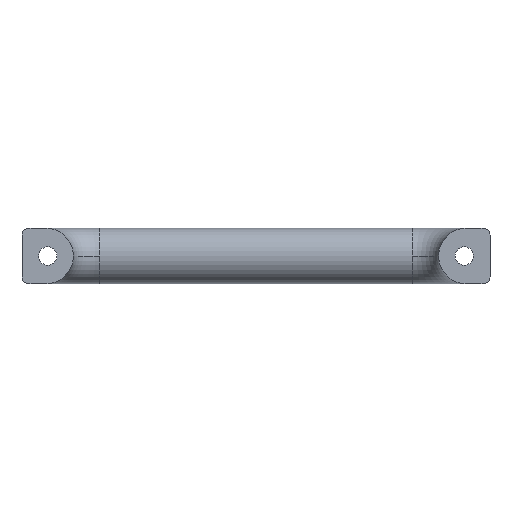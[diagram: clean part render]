
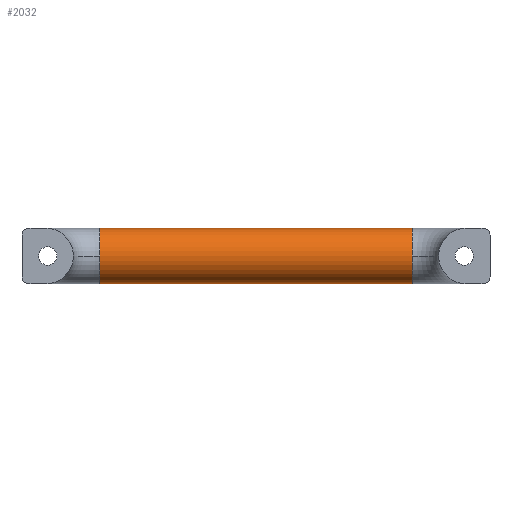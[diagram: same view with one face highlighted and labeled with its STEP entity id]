
A CAD part, front view. The second image highlights one B-rep face of the part: STEP entity #2032.
In plain terms, the highlighted cylindrical face has radius 8 mm (diameter 16 mm), a partial arc.
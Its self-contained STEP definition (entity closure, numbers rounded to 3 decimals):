
#2 = CARTESIAN_POINT ( 'NONE',  ( 15., 41.6, -8. ) ) ;
#39 = DIRECTION ( 'NONE',  ( 1., 0., 0. ) ) ;
#67 = ORIENTED_EDGE ( 'NONE', *, *, #1501, .F. ) ;
#70 = DIRECTION ( 'NONE',  ( 0., 0., 1. ) ) ;
#290 = CIRCLE ( 'NONE', #453, 8. ) ;
#380 = AXIS2_PLACEMENT_3D ( 'NONE', #1472, #397, #1651 ) ;
#397 = DIRECTION ( 'NONE',  ( 1., 0., 0. ) ) ;
#453 = AXIS2_PLACEMENT_3D ( 'NONE', #513, #1759, #685 ) ;
#462 = CARTESIAN_POINT ( 'NONE',  ( 105., 41.6, 8. ) ) ;
#513 = CARTESIAN_POINT ( 'NONE',  ( 105., 41.6, 0. ) ) ;
#532 = VERTEX_POINT ( 'NONE', #2162 ) ;
#534 = AXIS2_PLACEMENT_3D ( 'NONE', #2008, #937, #2166 ) ;
#535 = ORIENTED_EDGE ( 'NONE', *, *, #552, .T. ) ;
#552 = EDGE_CURVE ( 'NONE', #829, #2232, #2014, .T. ) ;
#555 = EDGE_CURVE ( 'NONE', #2232, #1849, #2115, .T. ) ;
#563 = EDGE_CURVE ( 'NONE', #1638, #1849, #290, .T. ) ;
#567 = EDGE_CURVE ( 'NONE', #532, #1034, #1502, .T. ) ;
#642 = EDGE_CURVE ( 'NONE', #532, #829, #1157, .T. ) ;
#685 = DIRECTION ( 'NONE',  ( 0., 0., 1. ) ) ;
#704 = DIRECTION ( 'NONE',  ( 0., 0., -1. ) ) ;
#756 = CARTESIAN_POINT ( 'NONE',  ( 15., 41.6, -8. ) ) ;
#829 = VERTEX_POINT ( 'NONE', #853 ) ;
#853 = CARTESIAN_POINT ( 'NONE',  ( 15., 33.6, 0. ) ) ;
#861 = DIRECTION ( 'NONE',  ( 1., 0., 0. ) ) ;
#937 = DIRECTION ( 'NONE',  ( 1., 0., 0. ) ) ;
#1015 = ORIENTED_EDGE ( 'NONE', *, *, #642, .T. ) ;
#1034 = VERTEX_POINT ( 'NONE', #462 ) ;
#1087 = CARTESIAN_POINT ( 'NONE',  ( 105., 33.6, 0. ) ) ;
#1093 = CYLINDRICAL_SURFACE ( 'NONE', #1908, 8. ) ;
#1143 = ORIENTED_EDGE ( 'NONE', *, *, #563, .F. ) ;
#1152 = DIRECTION ( 'NONE',  ( 1., 0., 0. ) ) ;
#1157 = CIRCLE ( 'NONE', #380, 8. ) ;
#1267 = VECTOR ( 'NONE', #861, 1000. ) ;
#1301 = VECTOR ( 'NONE', #39, 1000. ) ;
#1472 = CARTESIAN_POINT ( 'NONE',  ( 15., 41.6, 0. ) ) ;
#1481 = ORIENTED_EDGE ( 'NONE', *, *, #555, .T. ) ;
#1493 = ORIENTED_EDGE ( 'NONE', *, *, #567, .F. ) ;
#1501 = EDGE_CURVE ( 'NONE', #1034, #1638, #2041, .T. ) ;
#1502 = LINE ( 'NONE', #1591, #1267 ) ;
#1591 = CARTESIAN_POINT ( 'NONE',  ( 15., 41.6, 8. ) ) ;
#1638 = VERTEX_POINT ( 'NONE', #1087 ) ;
#1651 = DIRECTION ( 'NONE',  ( 0., 0., 1. ) ) ;
#1718 = FACE_OUTER_BOUND ( 'NONE', #2160, .T. ) ;
#1759 = DIRECTION ( 'NONE',  ( 1., 0., 0. ) ) ;
#1849 = VERTEX_POINT ( 'NONE', #2260 ) ;
#1908 = AXIS2_PLACEMENT_3D ( 'NONE', #1947, #2117, #704 ) ;
#1947 = CARTESIAN_POINT ( 'NONE',  ( 15., 41.6, 0. ) ) ;
#2008 = CARTESIAN_POINT ( 'NONE',  ( 15., 41.6, 0. ) ) ;
#2014 = CIRCLE ( 'NONE', #534, 8. ) ;
#2032 = ADVANCED_FACE ( 'NONE', ( #1718 ), #1093, .T. ) ;
#2041 = CIRCLE ( 'NONE', #2200, 8. ) ;
#2115 = LINE ( 'NONE', #756, #1301 ) ;
#2117 = DIRECTION ( 'NONE',  ( 1., 0., 0. ) ) ;
#2160 = EDGE_LOOP ( 'NONE', ( #1015, #535, #1481, #1143, #67, #1493 ) ) ;
#2162 = CARTESIAN_POINT ( 'NONE',  ( 15., 41.6, 8. ) ) ;
#2166 = DIRECTION ( 'NONE',  ( 0., 0., 1. ) ) ;
#2195 = CARTESIAN_POINT ( 'NONE',  ( 105., 41.6, 0. ) ) ;
#2200 = AXIS2_PLACEMENT_3D ( 'NONE', #2195, #1152, #70 ) ;
#2232 = VERTEX_POINT ( 'NONE', #2 ) ;
#2260 = CARTESIAN_POINT ( 'NONE',  ( 105., 41.6, -8. ) ) ;
